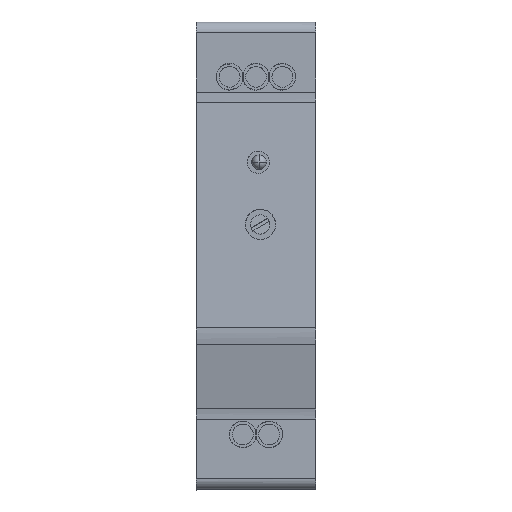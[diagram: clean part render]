
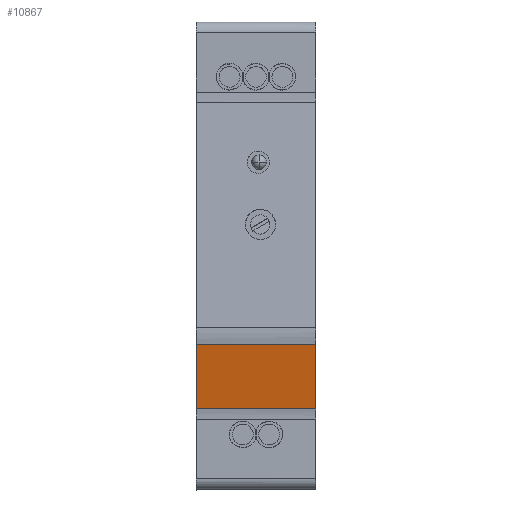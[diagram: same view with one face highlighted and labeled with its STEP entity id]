
A CAD part, top view. The second image highlights one B-rep face of the part: STEP entity #10867.
In plain terms, the highlighted planar face has unit normal (0, -0.196, 0.981).
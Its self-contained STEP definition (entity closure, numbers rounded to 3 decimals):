
#10854=AXIS2_PLACEMENT_3D('Plane Axis2P3D',#10851,#10852,#10853) ;
#2494=CARTESIAN_POINT('Vertex',(23.,27.946,88.189)) ;
#2497=CARTESIAN_POINT('Line Origine',(23.,21.709,86.942)) ;
#2501=CARTESIAN_POINT('Vertex',(23.,15.471,85.694)) ;
#2712=CARTESIAN_POINT('Vertex',(0.,15.471,85.694)) ;
#2715=CARTESIAN_POINT('Line Origine',(0.,21.709,86.942)) ;
#2719=CARTESIAN_POINT('Vertex',(0.,27.946,88.189)) ;
#10839=CARTESIAN_POINT('Line Origine',(23.,27.946,88.189)) ;
#10851=CARTESIAN_POINT('Axis2P3D Location',(0.,27.947,88.189)) ;
#10856=CARTESIAN_POINT('Line Origine',(11.5,15.471,85.694)) ;
#2498=DIRECTION('Vector Direction',(0.,0.981,0.196)) ;
#2716=DIRECTION('Vector Direction',(0.,0.981,0.196)) ;
#10840=DIRECTION('Vector Direction',(-1.,0.,0.)) ;
#10852=DIRECTION('Axis2P3D Direction',(0.,-0.196,0.981)) ;
#10853=DIRECTION('Axis2P3D XDirection',(0.,-0.981,-0.196)) ;
#10857=DIRECTION('Vector Direction',(1.,0.,0.)) ;
#2499=VECTOR('Line Direction',#2498,1.) ;
#2717=VECTOR('Line Direction',#2716,1.) ;
#10841=VECTOR('Line Direction',#10840,1.) ;
#10858=VECTOR('Line Direction',#10857,1.) ;
#10862=ORIENTED_EDGE('',*,*,#2503,.T.) ;
#10863=ORIENTED_EDGE('',*,*,#10843,.T.) ;
#10864=ORIENTED_EDGE('',*,*,#2721,.F.) ;
#10865=ORIENTED_EDGE('',*,*,#10860,.T.) ;
#10867=ADVANCED_FACE('Hauptk\X2\00F6\X0\rper',(#10866),#10855,.T.) ;
#2503=EDGE_CURVE('',#2502,#2495,#2500,.T.) ;
#2721=EDGE_CURVE('',#2713,#2720,#2718,.T.) ;
#10843=EDGE_CURVE('',#2495,#2720,#10842,.T.) ;
#10860=EDGE_CURVE('',#2713,#2502,#10859,.T.) ;
#10861=EDGE_LOOP('',(#10862,#10863,#10864,#10865)) ;
#10866=FACE_OUTER_BOUND('',#10861,.T.) ;
#2500=LINE('Line',#2497,#2499) ;
#2718=LINE('Line',#2715,#2717) ;
#10842=LINE('Line',#10839,#10841) ;
#10859=LINE('Line',#10856,#10858) ;
#10855=PLANE('',#10854) ;
#2495=VERTEX_POINT('',#2494) ;
#2502=VERTEX_POINT('',#2501) ;
#2713=VERTEX_POINT('',#2712) ;
#2720=VERTEX_POINT('',#2719) ;
